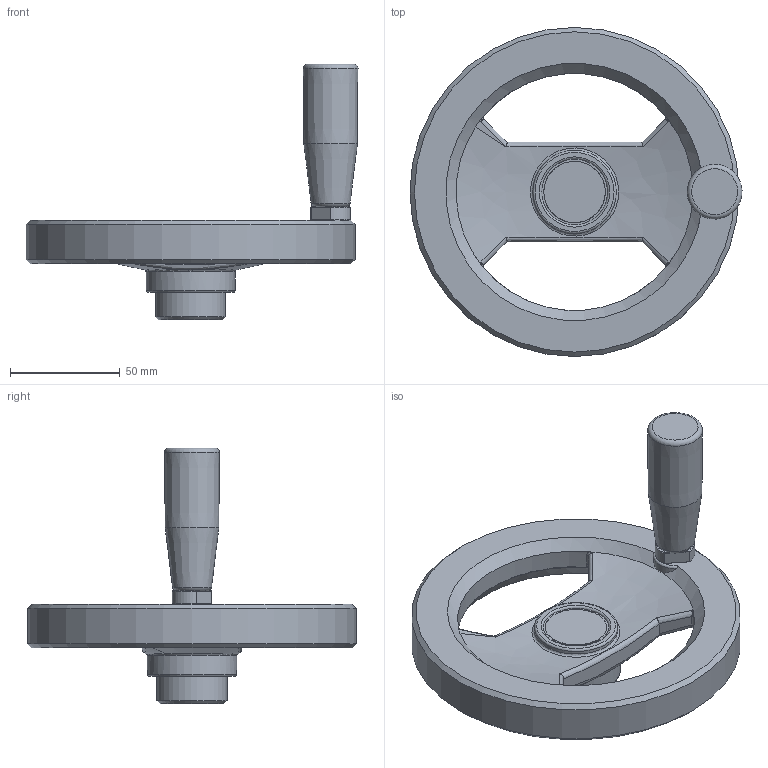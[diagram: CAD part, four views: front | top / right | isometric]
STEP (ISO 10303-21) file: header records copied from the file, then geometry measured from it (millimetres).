
FILE_DESCRIPTION( ( 'Unknown' ), '1' );
FILE_NAME( '6108010_VR2A_150-M.stp', 'Unknown', ( 'Unknown' ), ( 'Unknown' ), 'PSStep 10.0', 'Unknown', ' ' );
FILE_SCHEMA( ( 'automotive_design' ) );
Length unit declared in the file: millimetre
Products named in the file (1): 6108010
Bounding box: 151.31 x 150 x 116.6 mm (x, y, z)
Volume: 265605.9 mm3; surface area: 55728.8 mm2
Topology: 1 solids, 6 shells, 127 faces, 296 edges, 184 vertices
Faces by surface type: plane 37, cylinder 29, bspline 26, cone 24, torus 10, sphere 1
Full cylindrical faces by diameter (mm): 6 x1, 8.3 x1, 8.376 x2, 8.7 x2, 10.2 x1, 12 x1, 12.8 x1, 13 x1, 13.242 x1, 28 x2, 32 x1, 38 x1, 40.6 x1, 150 x1
Entity records: 7996 total; most frequent: CARTESIAN_POINT 4614, ORIENTED_EDGE 464, DIRECTION 440, EDGE_CURVE 232, AXIS2_PLACEMENT_3D 202, EDGE_LOOP 176, VERTEX_POINT 164, FACE_OUTER_BOUND 150
